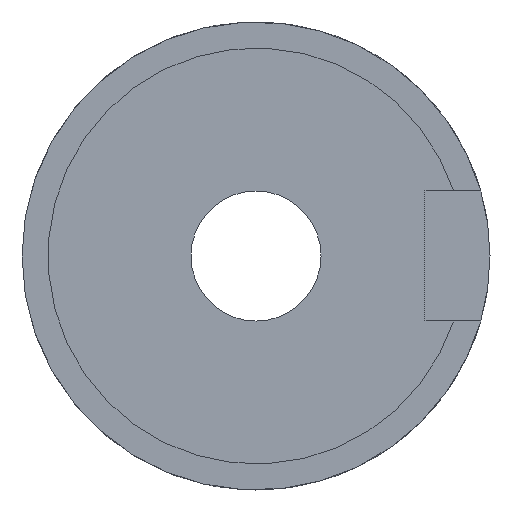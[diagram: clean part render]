
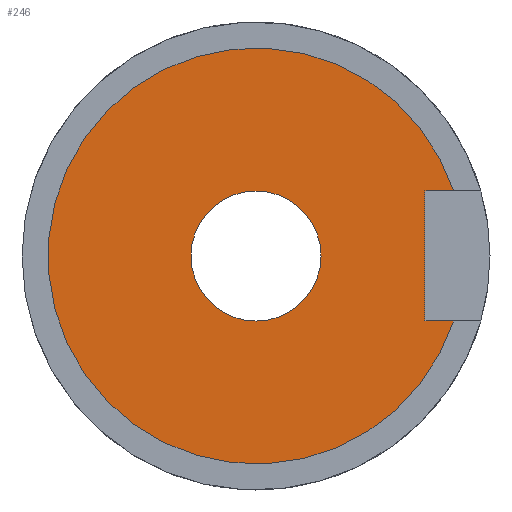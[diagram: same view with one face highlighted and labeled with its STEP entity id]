
A CAD part, front view. The second image highlights one B-rep face of the part: STEP entity #246.
In plain terms, the highlighted planar face has unit normal (0, -1, 0).
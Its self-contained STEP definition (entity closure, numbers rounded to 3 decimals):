
#19=FACE_BOUND('',#93,.T.);
#26=PLANE('',#284);
#38=LINE('',#411,#56);
#42=LINE('',#419,#60);
#46=LINE('',#426,#64);
#56=VECTOR('',#332,10.);
#60=VECTOR('',#338,10.);
#64=VECTOR('',#344,10.);
#78=FACE_OUTER_BOUND('',#92,.T.);
#92=EDGE_LOOP('',(#212,#213,#214,#215));
#93=EDGE_LOOP('',(#216));
#111=CIRCLE('',#285,16.);
#112=CIRCLE('',#286,5.);
#127=VERTEX_POINT('',#409);
#128=VERTEX_POINT('',#410);
#131=VERTEX_POINT('',#418);
#133=VERTEX_POINT('',#425);
#135=VERTEX_POINT('',#434);
#152=EDGE_CURVE('',#127,#128,#38,.T.);
#156=EDGE_CURVE('',#128,#131,#42,.T.);
#160=EDGE_CURVE('',#133,#127,#46,.T.);
#164=EDGE_CURVE('',#131,#133,#111,.T.);
#165=EDGE_CURVE('',#135,#135,#112,.T.);
#212=ORIENTED_EDGE('',*,*,#160,.T.);
#213=ORIENTED_EDGE('',*,*,#152,.T.);
#214=ORIENTED_EDGE('',*,*,#156,.T.);
#215=ORIENTED_EDGE('',*,*,#164,.T.);
#216=ORIENTED_EDGE('',*,*,#165,.T.);
#246=ADVANCED_FACE('',(#78,#19),#26,.T.);
#284=AXIS2_PLACEMENT_3D('',#432,#350,#351);
#285=AXIS2_PLACEMENT_3D('',#433,#352,#353);
#286=AXIS2_PLACEMENT_3D('',#435,#354,#355);
#332=DIRECTION('',(0.,0.,1.));
#338=DIRECTION('',(1.,0.,0.));
#344=DIRECTION('',(-1.,0.,0.));
#350=DIRECTION('center_axis',(0.,-1.,0.));
#351=DIRECTION('ref_axis',(1.,0.,0.));
#352=DIRECTION('center_axis',(0.,-1.,0.));
#353=DIRECTION('ref_axis',(1.,0.,0.));
#354=DIRECTION('center_axis',(0.,1.,0.));
#355=DIRECTION('ref_axis',(1.,0.,0.));
#409=CARTESIAN_POINT('',(13.,-7.,-5.));
#410=CARTESIAN_POINT('',(13.,-7.,5.));
#411=CARTESIAN_POINT('',(13.,-7.,0.));
#418=CARTESIAN_POINT('',(15.199,-7.,5.));
#419=CARTESIAN_POINT('',(10.,-7.,5.));
#425=CARTESIAN_POINT('',(15.199,-7.,-5.));
#426=CARTESIAN_POINT('',(10.,-7.,-5.));
#432=CARTESIAN_POINT('Origin',(0.,-7.,0.));
#433=CARTESIAN_POINT('Origin',(0.,-7.,0.));
#434=CARTESIAN_POINT('',(-5.,-7.,-0.005));
#435=CARTESIAN_POINT('Origin',(0.,-7.,-0.005));
